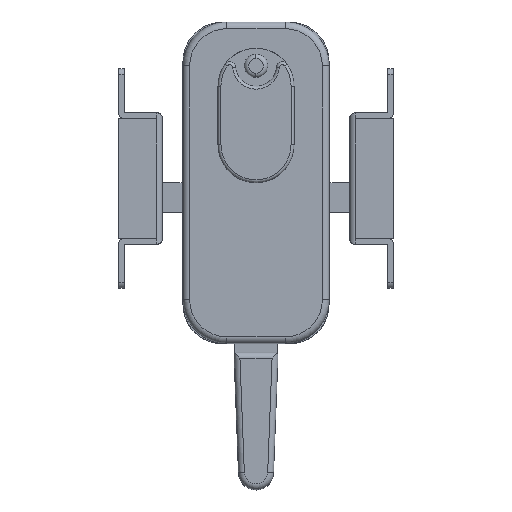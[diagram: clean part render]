
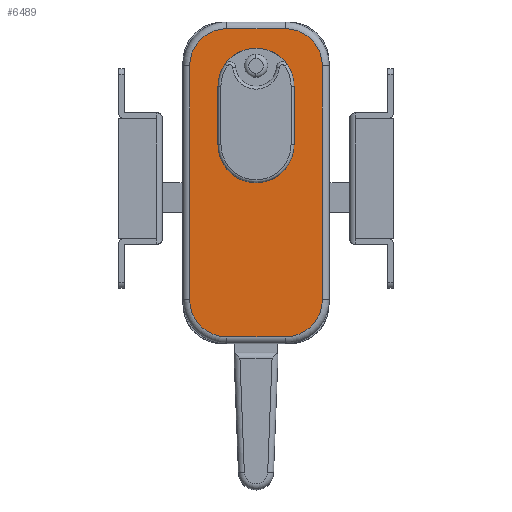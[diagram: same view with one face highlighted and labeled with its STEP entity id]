
A CAD part, top view. The second image highlights one B-rep face of the part: STEP entity #6489.
In plain terms, the highlighted face is planar.
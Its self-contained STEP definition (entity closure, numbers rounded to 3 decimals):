
#223 = DIRECTION ( 'NONE',  ( -1., 0., 0. ) ) ;
#332 = DIRECTION ( 'NONE',  ( 0., 0., 1. ) ) ;
#490 = CARTESIAN_POINT ( 'NONE',  ( -10., 23., -11. ) ) ;
#1156 = DIRECTION ( 'NONE',  ( 0., 0., -1. ) ) ;
#1335 = DIRECTION ( 'NONE',  ( -1., 0., 0. ) ) ;
#2009 = CIRCLE ( 'NONE', #15977, 10.75 ) ;
#2013 = EDGE_CURVE ( 'NONE', #15333, #9418, #21608, .T. ) ;
#2723 = CARTESIAN_POINT ( 'NONE',  ( 10., 35.7, -11. ) ) ;
#2956 = DIRECTION ( 'NONE',  ( 0., 0., -1. ) ) ;
#3069 = CARTESIAN_POINT ( 'NONE',  ( 0., 0., -11. ) ) ;
#3464 = DIRECTION ( 'NONE',  ( -1., 0., 0. ) ) ;
#3890 = CARTESIAN_POINT ( 'NONE',  ( 0., 23., -11. ) ) ;
#4054 = CARTESIAN_POINT ( 'NONE',  ( -10., -69.7, -11. ) ) ;
#4186 = VERTEX_POINT ( 'NONE', #26245 ) ;
#4481 = VERTEX_POINT ( 'NONE', #5542 ) ;
#4901 = VERTEX_POINT ( 'NONE', #26252 ) ;
#5092 = EDGE_LOOP ( 'NONE', ( #24346, #17617, #25768, #10712, #23158, #14642, #9314, #10208 ) ) ;
#5118 = CARTESIAN_POINT ( 'NONE',  ( 22.7, -57., -11. ) ) ;
#5187 = EDGE_CURVE ( 'NONE', #18747, #16839, #18119, .T. ) ;
#5542 = CARTESIAN_POINT ( 'NONE',  ( 10., -69.7, -11. ) ) ;
#5697 = CARTESIAN_POINT ( 'NONE',  ( 0., 0., -11. ) ) ;
#5806 = PLANE ( 'NONE',  #22360 ) ;
#6177 = DIRECTION ( 'NONE',  ( 0., 0., -1. ) ) ;
#6489 = ADVANCED_FACE ( 'NONE', ( #18914, #20295, #21671 ), #5806, .F. ) ;
#6610 = EDGE_CURVE ( 'NONE', #25398, #4186, #23994, .T. ) ;
#6786 = LINE ( 'NONE', #4054, #22029 ) ;
#8525 = VERTEX_POINT ( 'NONE', #2723 ) ;
#8897 = CIRCLE ( 'NONE', #18472, 12.7 ) ;
#8902 = CARTESIAN_POINT ( 'NONE',  ( 0., 23., -11. ) ) ;
#9314 = ORIENTED_EDGE ( 'NONE', *, *, #2013, .T. ) ;
#9418 = VERTEX_POINT ( 'NONE', #19837 ) ;
#10208 = ORIENTED_EDGE ( 'NONE', *, *, #20261, .T. ) ;
#10608 = DIRECTION ( 'NONE',  ( 0., 1., 0. ) ) ;
#10622 = ORIENTED_EDGE ( 'NONE', *, *, #19168, .F. ) ;
#10712 = ORIENTED_EDGE ( 'NONE', *, *, #12346, .T. ) ;
#10835 = DIRECTION ( 'NONE',  ( 1., 0., 0. ) ) ;
#10850 = CARTESIAN_POINT ( 'NONE',  ( -22.7, 23., -11. ) ) ;
#10868 = EDGE_CURVE ( 'NONE', #4186, #8525, #17031, .T. ) ;
#11227 = AXIS2_PLACEMENT_3D ( 'NONE', #3890, #1156, #25051 ) ;
#11592 = DIRECTION ( 'NONE',  ( 1., 0., 0. ) ) ;
#12346 = EDGE_CURVE ( 'NONE', #14695, #12831, #23417, .T. ) ;
#12733 = EDGE_LOOP ( 'NONE', ( #23183, #19501 ) ) ;
#12831 = VERTEX_POINT ( 'NONE', #5118 ) ;
#13053 = AXIS2_PLACEMENT_3D ( 'NONE', #16291, #13571, #10835 ) ;
#13338 = CARTESIAN_POINT ( 'NONE',  ( -22.7, 23., -11. ) ) ;
#13571 = DIRECTION ( 'NONE',  ( 0., 0., -1. ) ) ;
#14304 = CARTESIAN_POINT ( 'NONE',  ( 10., 35.7, -11. ) ) ;
#14642 = ORIENTED_EDGE ( 'NONE', *, *, #20681, .T. ) ;
#14695 = VERTEX_POINT ( 'NONE', #23791 ) ;
#15189 = EDGE_CURVE ( 'NONE', #4901, #18055, #19688, .T. ) ;
#15273 = AXIS2_PLACEMENT_3D ( 'NONE', #8902, #6177, #3464 ) ;
#15333 = VERTEX_POINT ( 'NONE', #25507 ) ;
#15732 = DIRECTION ( 'NONE',  ( -1., 0., 0. ) ) ;
#15835 = AXIS2_PLACEMENT_3D ( 'NONE', #21169, #18460, #15732 ) ;
#15977 = AXIS2_PLACEMENT_3D ( 'NONE', #5697, #2956, #223 ) ;
#16068 = LINE ( 'NONE', #13338, #21675 ) ;
#16291 = CARTESIAN_POINT ( 'NONE',  ( 10., 23., -11. ) ) ;
#16839 = VERTEX_POINT ( 'NONE', #23071 ) ;
#17031 = LINE ( 'NONE', #14304, #21548 ) ;
#17617 = ORIENTED_EDGE ( 'NONE', *, *, #10868, .T. ) ;
#17974 = DIRECTION ( 'NONE',  ( 0., -1., 0. ) ) ;
#18055 = VERTEX_POINT ( 'NONE', #18428 ) ;
#18119 = CIRCLE ( 'NONE', #15273, 2.55 ) ;
#18428 = CARTESIAN_POINT ( 'NONE',  ( 10.75, 0., -11. ) ) ;
#18460 = DIRECTION ( 'NONE',  ( 0., 0., -1. ) ) ;
#18472 = AXIS2_PLACEMENT_3D ( 'NONE', #24975, #22253, #19517 ) ;
#18747 = VERTEX_POINT ( 'NONE', #19990 ) ;
#18914 = FACE_BOUND ( 'NONE', #12733, .T. ) ;
#18971 = EDGE_CURVE ( 'NONE', #8525, #14695, #22440, .T. ) ;
#19135 = DIRECTION ( 'NONE',  ( 1., 0., 0. ) ) ;
#19168 = EDGE_CURVE ( 'NONE', #18055, #4901, #2009, .T. ) ;
#19501 = ORIENTED_EDGE ( 'NONE', *, *, #21481, .F. ) ;
#19517 = DIRECTION ( 'NONE',  ( 1., 0., 0. ) ) ;
#19662 = AXIS2_PLACEMENT_3D ( 'NONE', #24604, #21872, #19135 ) ;
#19688 = CIRCLE ( 'NONE', #15835, 10.75 ) ;
#19837 = CARTESIAN_POINT ( 'NONE',  ( -22.7, -57., -11. ) ) ;
#19990 = CARTESIAN_POINT ( 'NONE',  ( -2.55, 23., -11. ) ) ;
#20261 = EDGE_CURVE ( 'NONE', #9418, #25398, #16068, .T. ) ;
#20295 = FACE_BOUND ( 'NONE', #21577, .T. ) ;
#20677 = CARTESIAN_POINT ( 'NONE',  ( 22.7, -57., -11. ) ) ;
#20681 = EDGE_CURVE ( 'NONE', #4481, #15333, #6786, .T. ) ;
#20914 = VECTOR ( 'NONE', #17974, 1000. ) ;
#21169 = CARTESIAN_POINT ( 'NONE',  ( 0., 0., -11. ) ) ;
#21481 = EDGE_CURVE ( 'NONE', #16839, #18747, #25049, .T. ) ;
#21548 = VECTOR ( 'NONE', #11592, 1000. ) ;
#21577 = EDGE_LOOP ( 'NONE', ( #22627, #10622 ) ) ;
#21608 = CIRCLE ( 'NONE', #19662, 12.7 ) ;
#21668 = DIRECTION ( 'NONE',  ( 1., 0., 0. ) ) ;
#21671 = FACE_OUTER_BOUND ( 'NONE', #5092, .T. ) ;
#21675 = VECTOR ( 'NONE', #10608, 1000. ) ;
#21872 = DIRECTION ( 'NONE',  ( 0., 0., -1. ) ) ;
#22029 = VECTOR ( 'NONE', #1335, 1000. ) ;
#22253 = DIRECTION ( 'NONE',  ( 0., 0., -1. ) ) ;
#22360 = AXIS2_PLACEMENT_3D ( 'NONE', #3069, #332, #24251 ) ;
#22440 = CIRCLE ( 'NONE', #13053, 12.7 ) ;
#22627 = ORIENTED_EDGE ( 'NONE', *, *, #15189, .F. ) ;
#22945 = EDGE_CURVE ( 'NONE', #12831, #4481, #8897, .T. ) ;
#23071 = CARTESIAN_POINT ( 'NONE',  ( 2.55, 23., -11. ) ) ;
#23158 = ORIENTED_EDGE ( 'NONE', *, *, #22945, .T. ) ;
#23183 = ORIENTED_EDGE ( 'NONE', *, *, #5187, .F. ) ;
#23417 = LINE ( 'NONE', #20677, #20914 ) ;
#23791 = CARTESIAN_POINT ( 'NONE',  ( 22.7, 23., -11. ) ) ;
#23994 = CIRCLE ( 'NONE', #26105, 12.7 ) ;
#24251 = DIRECTION ( 'NONE',  ( 1., 0., 0. ) ) ;
#24346 = ORIENTED_EDGE ( 'NONE', *, *, #6610, .T. ) ;
#24413 = DIRECTION ( 'NONE',  ( 0., 0., -1. ) ) ;
#24604 = CARTESIAN_POINT ( 'NONE',  ( -10., -57., -11. ) ) ;
#24975 = CARTESIAN_POINT ( 'NONE',  ( 10., -57., -11. ) ) ;
#25049 = CIRCLE ( 'NONE', #11227, 2.55 ) ;
#25051 = DIRECTION ( 'NONE',  ( -1., 0., 0. ) ) ;
#25398 = VERTEX_POINT ( 'NONE', #10850 ) ;
#25507 = CARTESIAN_POINT ( 'NONE',  ( -10., -69.7, -11. ) ) ;
#25768 = ORIENTED_EDGE ( 'NONE', *, *, #18971, .T. ) ;
#26105 = AXIS2_PLACEMENT_3D ( 'NONE', #490, #24413, #21668 ) ;
#26245 = CARTESIAN_POINT ( 'NONE',  ( -10., 35.7, -11. ) ) ;
#26252 = CARTESIAN_POINT ( 'NONE',  ( -10.75, 0., -11. ) ) ;
